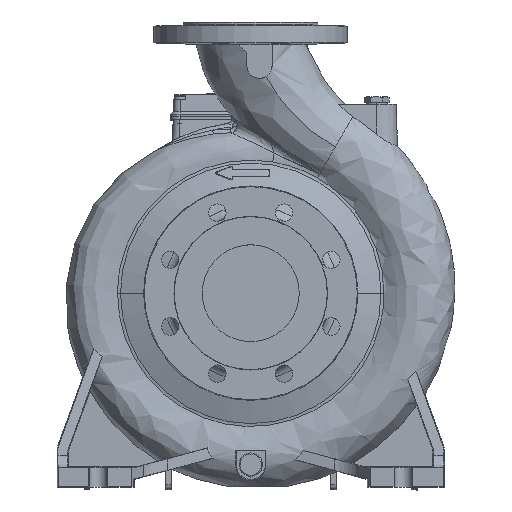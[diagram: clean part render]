
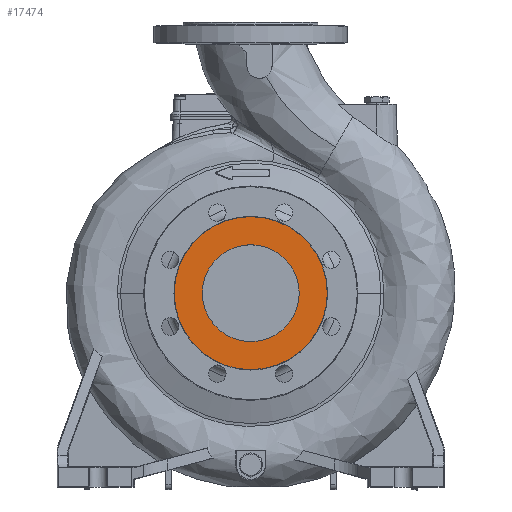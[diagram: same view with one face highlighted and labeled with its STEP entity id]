
A CAD part, top view. The second image highlights one B-rep face of the part: STEP entity #17474.
In plain terms, the highlighted planar face has unit normal (0, 0, 1).
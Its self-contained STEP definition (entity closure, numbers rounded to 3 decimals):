
#4096 = EDGE_CURVE ( 'NONE', #171011, #128614, #54815, .T. ) ;
#9784 = DIRECTION ( 'NONE',  ( 0., 0., 1. ) ) ;
#12173 = DIRECTION ( 'NONE',  ( 0., 0., -1. ) ) ;
#17474 = ADVANCED_FACE ( 'NONE', ( #28456, #112135 ), #69823, .F. ) ;
#28456 = FACE_BOUND ( 'NONE', #30938, .T. ) ;
#30938 = EDGE_LOOP ( 'NONE', ( #141631, #183005 ) ) ;
#40999 = CARTESIAN_POINT ( 'NONE',  ( -158., 158., 0. ) ) ;
#42350 = CIRCLE ( 'NONE', #149782, 50. ) ;
#50926 = DIRECTION ( 'NONE',  ( -1., 0., 0. ) ) ;
#54815 = CIRCLE ( 'NONE', #79340, 79. ) ;
#60460 = ORIENTED_EDGE ( 'NONE', *, *, #69803, .T. ) ;
#63886 = DIRECTION ( 'NONE',  ( 0., 0., 1. ) ) ;
#69803 = EDGE_CURVE ( 'NONE', #128614, #171011, #93229, .T. ) ;
#69823 = PLANE ( 'NONE',  #138425 ) ;
#74418 = ORIENTED_EDGE ( 'NONE', *, *, #4096, .T. ) ;
#79340 = AXIS2_PLACEMENT_3D ( 'NONE', #97253, #9784, #155868 ) ;
#83266 = CARTESIAN_POINT ( 'NONE',  ( 0., 0., 0. ) ) ;
#87314 = EDGE_CURVE ( 'NONE', #188400, #139966, #42350, .T. ) ;
#88271 = DIRECTION ( 'NONE',  ( 1., 0., 0. ) ) ;
#93229 = CIRCLE ( 'NONE', #185299, 79. ) ;
#97253 = CARTESIAN_POINT ( 'NONE',  ( 0., 0., 0. ) ) ;
#101515 = CARTESIAN_POINT ( 'NONE',  ( -50., 0., 0. ) ) ;
#101757 = CARTESIAN_POINT ( 'NONE',  ( 0., 0., 0. ) ) ;
#112135 = FACE_OUTER_BOUND ( 'NONE', #173286, .T. ) ;
#114974 = DIRECTION ( 'NONE',  ( 0., 0., 1. ) ) ;
#123717 = AXIS2_PLACEMENT_3D ( 'NONE', #83266, #114974, #129422 ) ;
#126566 = DIRECTION ( 'NONE',  ( 0., 1., 0. ) ) ;
#128614 = VERTEX_POINT ( 'NONE', #185368 ) ;
#129422 = DIRECTION ( 'NONE',  ( 1., 0., 0. ) ) ;
#136101 = CIRCLE ( 'NONE', #123717, 50. ) ;
#138425 = AXIS2_PLACEMENT_3D ( 'NONE', #40999, #12173, #126566 ) ;
#139966 = VERTEX_POINT ( 'NONE', #164008 ) ;
#141631 = ORIENTED_EDGE ( 'NONE', *, *, #174721, .F. ) ;
#149782 = AXIS2_PLACEMENT_3D ( 'NONE', #101757, #63886, #88271 ) ;
#152843 = DIRECTION ( 'NONE',  ( 0., 0., 1. ) ) ;
#155868 = DIRECTION ( 'NONE',  ( -1., 0., 0. ) ) ;
#164008 = CARTESIAN_POINT ( 'NONE',  ( 50., 0., 0. ) ) ;
#171011 = VERTEX_POINT ( 'NONE', #179325 ) ;
#173286 = EDGE_LOOP ( 'NONE', ( #74418, #60460 ) ) ;
#174721 = EDGE_CURVE ( 'NONE', #139966, #188400, #136101, .T. ) ;
#179325 = CARTESIAN_POINT ( 'NONE',  ( -79., 0., 0. ) ) ;
#182612 = CARTESIAN_POINT ( 'NONE',  ( 0., 0., 0. ) ) ;
#183005 = ORIENTED_EDGE ( 'NONE', *, *, #87314, .F. ) ;
#185299 = AXIS2_PLACEMENT_3D ( 'NONE', #182612, #152843, #50926 ) ;
#185368 = CARTESIAN_POINT ( 'NONE',  ( 79., 0., 0. ) ) ;
#188400 = VERTEX_POINT ( 'NONE', #101515 ) ;
